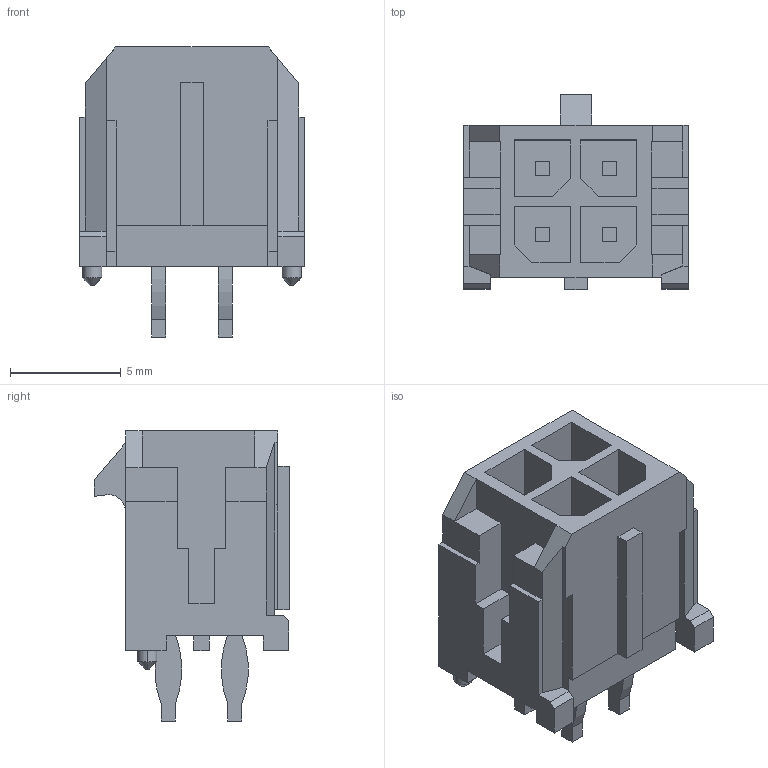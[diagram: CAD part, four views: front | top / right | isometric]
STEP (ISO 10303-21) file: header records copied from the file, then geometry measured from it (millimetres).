
FILE_DESCRIPTION((''),'2;1');
FILE_NAME('449140401','2019-07-30T',('gga'),(''),'PRO/ENGINEER BY PARAMETRIC TECHNOLOGY CORPORATION, 2016010','PRO/ENGINEER BY PARAMETRIC TECHNOLOGY CORPORATION, 2016010','');
FILE_SCHEMA(('CONFIG_CONTROL_DESIGN'));
Length unit declared in the file: millimetre
Products named in the file (1): 449140401
Bounding box: 10.15 x 8.8 x 13.09 mm (x, y, z)
Volume: 432 mm3; surface area: 907.5 mm2
Topology: 1 solids, 1 shells, 177 faces, 486 edges, 329 vertices
Faces by surface type: plane 160, cylinder 13, cone 4
Entity records: 5543 total; most frequent: CARTESIAN_POINT 970, ORIENTED_EDGE 930, DIRECTION 884, EDGE_CURVE 465, VECTOR 444, LINE 444, VERTEX_POINT 306, AXIS2_PLACEMENT_3D 220
